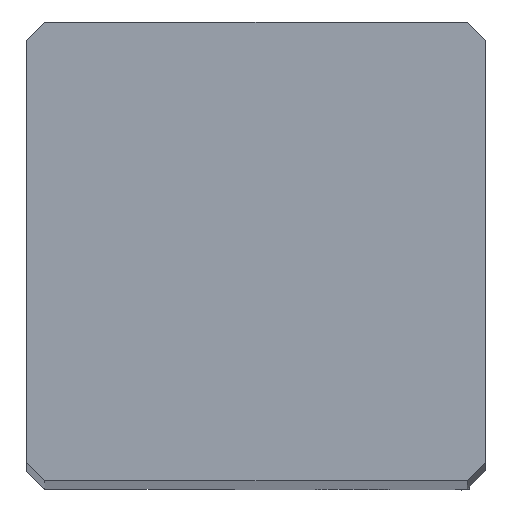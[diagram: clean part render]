
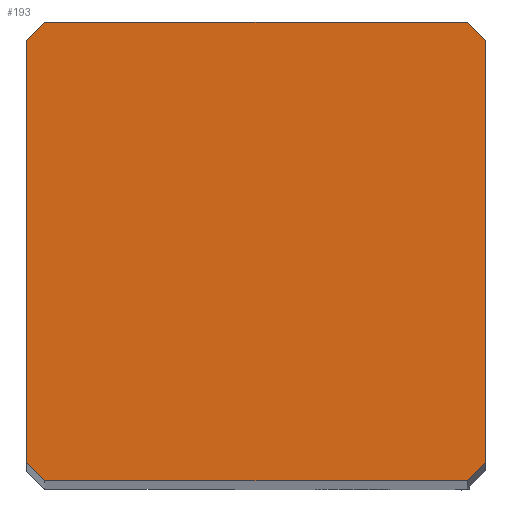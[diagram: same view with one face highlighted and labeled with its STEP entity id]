
A CAD part, top view. The second image highlights one B-rep face of the part: STEP entity #193.
In plain terms, the highlighted planar face has unit normal (0, 0, 1).
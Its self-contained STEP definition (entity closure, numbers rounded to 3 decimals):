
#126=FACE_OUTER_BOUND('',#299,.T.);
#193=ADVANCED_FACE('',(#126),#254,.T.);
#254=PLANE('',#1441);
#299=EDGE_LOOP('',(#662,#663,#664,#665,#666,#667,#668,#669));
#354=LINE('',#1958,#452);
#393=LINE('',#2143,#491);
#397=LINE('',#2151,#495);
#398=LINE('',#2153,#496);
#399=LINE('',#2156,#497);
#400=LINE('',#2157,#498);
#401=LINE('',#2159,#499);
#402=LINE('',#2161,#500);
#452=VECTOR('',#1566,1.);
#491=VECTOR('',#1681,1.);
#495=VECTOR('',#1687,1.);
#496=VECTOR('',#1690,1.);
#497=VECTOR('',#1691,1.);
#498=VECTOR('',#1692,1.);
#499=VECTOR('',#1693,1.);
#500=VECTOR('',#1694,1.);
#662=ORIENTED_EDGE('',*,*,#1138,.F.);
#663=ORIENTED_EDGE('',*,*,#1139,.T.);
#664=ORIENTED_EDGE('',*,*,#1068,.T.);
#665=ORIENTED_EDGE('',*,*,#1133,.T.);
#666=ORIENTED_EDGE('',*,*,#1137,.F.);
#667=ORIENTED_EDGE('',*,*,#1140,.T.);
#668=ORIENTED_EDGE('',*,*,#1141,.T.);
#669=ORIENTED_EDGE('',*,*,#1142,.T.);
#938=VERTEX_POINT('',#1957);
#939=VERTEX_POINT('',#1959);
#987=VERTEX_POINT('',#2144);
#989=VERTEX_POINT('',#2150);
#990=VERTEX_POINT('',#2154);
#991=VERTEX_POINT('',#2155);
#992=VERTEX_POINT('',#2158);
#993=VERTEX_POINT('',#2160);
#1068=EDGE_CURVE('',#939,#938,#354,.T.);
#1133=EDGE_CURVE('',#938,#987,#393,.T.);
#1137=EDGE_CURVE('',#989,#987,#397,.T.);
#1138=EDGE_CURVE('',#990,#991,#398,.T.);
#1139=EDGE_CURVE('',#990,#939,#399,.T.);
#1140=EDGE_CURVE('',#989,#992,#400,.T.);
#1141=EDGE_CURVE('',#992,#993,#401,.T.);
#1142=EDGE_CURVE('',#993,#991,#402,.T.);
#1441=AXIS2_PLACEMENT_3D('',#2162,#1695,#1696);
#1566=DIRECTION('',(1.,0.,0.));
#1681=DIRECTION('',(0.707,0.707,0.));
#1687=DIRECTION('',(0.,-1.,0.));
#1690=DIRECTION('',(0.,1.,0.));
#1691=DIRECTION('',(0.707,-0.707,0.));
#1692=DIRECTION('',(-0.707,0.707,0.));
#1693=DIRECTION('',(-1.,0.,0.));
#1694=DIRECTION('',(-0.707,-0.707,0.));
#1695=DIRECTION('',(0.,0.,1.));
#1696=DIRECTION('',(-1.,0.,0.));
#1957=CARTESIAN_POINT('',(12.2,0.,0.));
#1958=CARTESIAN_POINT('',(0.5,0.,0.));
#1959=CARTESIAN_POINT('',(0.5,0.,0.));
#2143=CARTESIAN_POINT('',(12.2,0.,0.));
#2144=CARTESIAN_POINT('',(12.7,0.5,0.));
#2150=CARTESIAN_POINT('',(12.7,12.2,0.));
#2151=CARTESIAN_POINT('',(12.7,12.2,0.));
#2153=CARTESIAN_POINT('',(0.,0.5,0.));
#2154=CARTESIAN_POINT('',(0.,0.5,0.));
#2155=CARTESIAN_POINT('',(0.,12.2,0.));
#2156=CARTESIAN_POINT('',(0.,0.5,0.));
#2157=CARTESIAN_POINT('',(12.7,12.2,0.));
#2158=CARTESIAN_POINT('',(12.2,12.7,0.));
#2159=CARTESIAN_POINT('',(12.2,12.7,0.));
#2160=CARTESIAN_POINT('',(0.5,12.7,0.));
#2161=CARTESIAN_POINT('',(0.5,12.7,0.));
#2162=CARTESIAN_POINT('',(6.35,6.35,0.));
